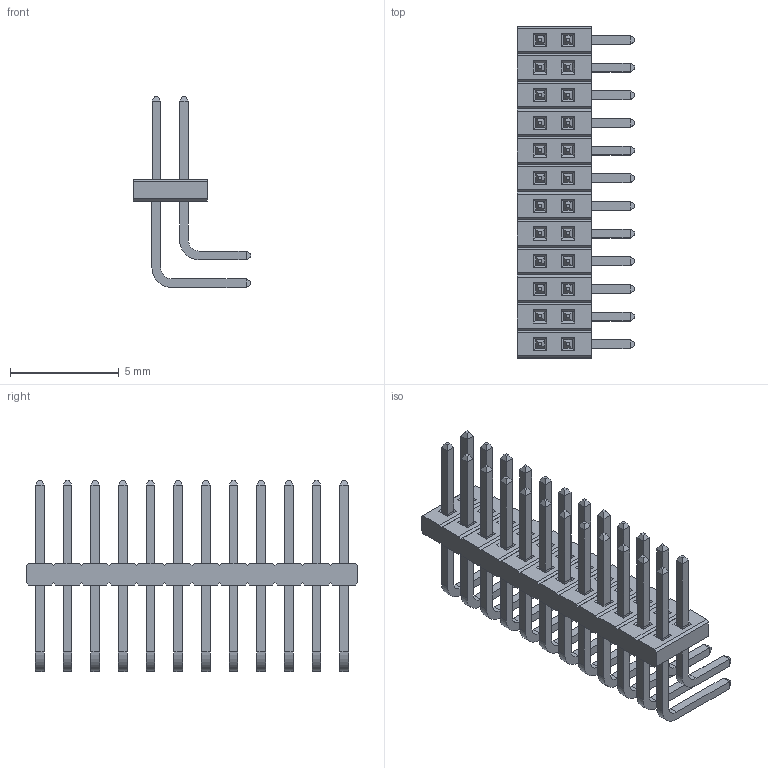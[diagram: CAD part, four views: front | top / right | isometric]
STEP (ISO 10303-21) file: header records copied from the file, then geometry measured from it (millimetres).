
FILE_DESCRIPTION((''),'2;1');
FILE_NAME('M50-3901042_ASM','2011-08-05T',('wbourne'),(''),'PRO/ENGINEER BY PARAMETRIC TECHNOLOGY CORPORATION, 2010280','PRO/ENGINEER BY PARAMETRIC TECHNOLOGY CORPORATION, 2010280','');
FILE_SCHEMA(('CONFIG_CONTROL_DESIGN','SHAPE_APPEARANCE_LAYERS_GROUPS'));
Length unit declared in the file: millimetre
Products named in the file (4): M50-350-MLD; M50-390-CONTACT1; M50-390-CONTACT2; M50-3901042_ASM
Assembly tree (25 placements, depth 2):
  M50-3901042_ASM
    M50-350-MLD
    M50-390-CONTACT1  x12
    M50-390-CONTACT2  x12
Bounding box: 5.41 x 15.24 x 8.77 mm (x, y, z)
Volume: 89.3 mm3; surface area: 605.1 mm2
Topology: 25 solids, 25 shells, 916 faces, 2142 edges, 1300 vertices
Faces by surface type: plane 868, cylinder 48
Entity records: 15111 total; most frequent: CARTESIAN_POINT 2033, ORIENTED_EDGE 1996, DIRECTION 1884, PRESENTATION_STYLE_ASSIGNMENT 1019, STYLED_ITEM 1001, CURVE_STYLE 998, EDGE_CURVE 998, VECTOR 990
